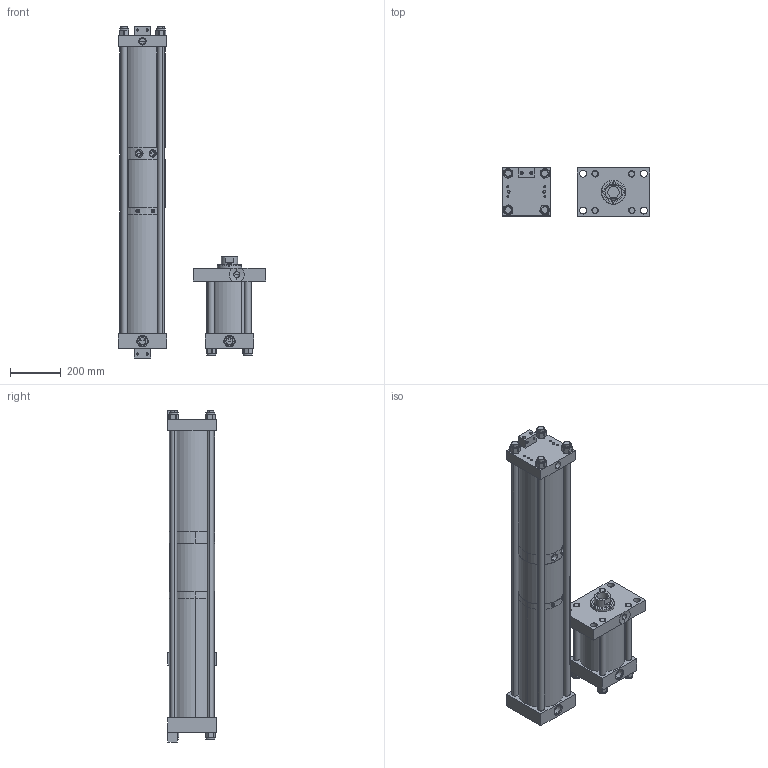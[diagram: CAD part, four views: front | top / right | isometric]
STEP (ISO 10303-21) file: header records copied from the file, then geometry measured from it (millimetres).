
FILE_DESCRIPTION (( 'STEP AP203' ), '1' );
FILE_NAME ('HPS-30-2.00-.50-FH.STEP', '2020-05-19T18:33:29', ( '' ), ( '' ), 'SwSTEP 2.0', 'SolidWorks 2018', '' );
FILE_SCHEMA (( 'CONFIG_CONTROL_DESIGN' ));
Length unit declared in the file: inch
Products named in the file (17): ES3014_.50; E3063_2.00-.50(49.569"); E3060_2.0; HPS-30-2.00-.50-FH; E3064; E3062; E3061_.50; E3010; E3011_2.0; E3059; E3004; ES3005_2.0; E3001_6.00 TOTAL; E30BRK; Nut30; E3013; E3003
Assembly tree (30 placements, depth 2):
  HPS-30-2.00-.50-FH
    E3059
    E3004
    Nut30  x8
    E3060_2.0  x4
    ES3005_2.0
    E3003
    E3001_6.00 TOTAL
    E3013
    E3010
    E3062
    E3064
    E3063_2.00-.50(49.569")  x4
    ES3014_.50
    E3061_.50
    E3011_2.0
    E30BRK  x2
Bounding box: 581.02 x 190.5 x 1308.25 mm (x, y, z)
Volume: 22335578.1 mm3; surface area: 2884602.7 mm2
Topology: 30 solids, 30 shells, 678 faces, 1624 edges, 1046 vertices
Faces by surface type: cylinder 359, plane 271, cone 48
Entity records: 16419 total; most frequent: CARTESIAN_POINT 3498, DIRECTION 2437, ORIENTED_EDGE 2058, EDGE_CURVE 1029, AXIS2_PLACEMENT_3D 1000, VERTEX_POINT 674, EDGE_LOOP 573, CIRCLE 533
